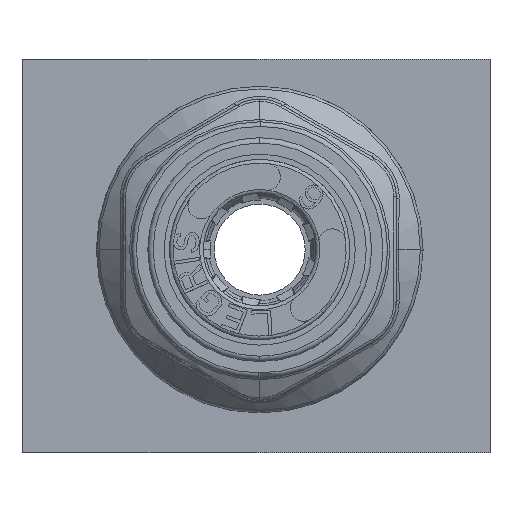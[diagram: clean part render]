
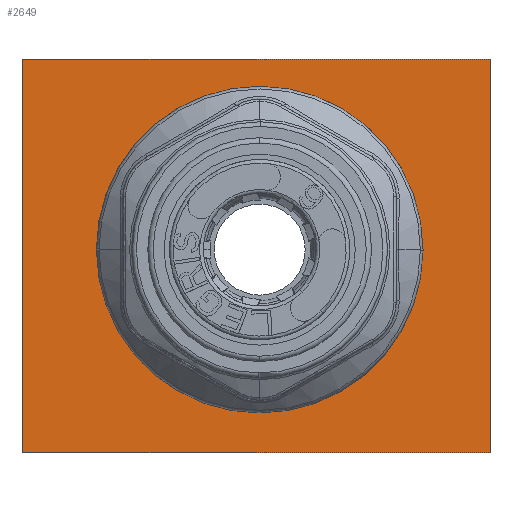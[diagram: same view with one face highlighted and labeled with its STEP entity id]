
A CAD part, left-side view. The second image highlights one B-rep face of the part: STEP entity #2649.
In plain terms, the highlighted planar face has unit normal (-1, 0, 0).
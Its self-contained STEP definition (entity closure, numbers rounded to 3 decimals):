
#2649=ADVANCED_FACE('',(#6024,#6025),#6026,.T.);
#6024=FACE_OUTER_BOUND('',#12751,.T.);
#6025=FACE_BOUND('',#12752,.T.);
#6026=PLANE('',#12753);
#12751=EDGE_LOOP('',(#24180,#24181,#24182,#24183));
#12752=EDGE_LOOP('',(#24184,#24185));
#12753=AXIS2_PLACEMENT_3D('',#24186,#24187,#24188);
#24180=ORIENTED_EDGE('',*,*,#33908,.T.);
#24181=ORIENTED_EDGE('',*,*,#33909,.T.);
#24182=ORIENTED_EDGE('',*,*,#33910,.T.);
#24183=ORIENTED_EDGE('',*,*,#33911,.T.);
#24184=ORIENTED_EDGE('',*,*,#33912,.T.);
#24185=ORIENTED_EDGE('',*,*,#33913,.T.);
#24186=CARTESIAN_POINT('',(8.03,0.0,0.0));
#24187=DIRECTION('',(-1.0,0.0,0.0));
#24188=DIRECTION('',(0.0,-1.0,0.0));
#33908=EDGE_CURVE('',#40589,#40590,#40591,.T.);
#33909=EDGE_CURVE('',#40590,#40592,#40593,.T.);
#33910=EDGE_CURVE('',#40592,#40594,#40595,.T.);
#33911=EDGE_CURVE('',#40594,#40589,#40596,.T.);
#33912=EDGE_CURVE('',#40597,#40598,#40599,.T.);
#33913=EDGE_CURVE('',#40598,#40597,#40600,.T.);
#40589=VERTEX_POINT('',#52652);
#40590=VERTEX_POINT('',#52653);
#40591=LINE('',#52654,#52655);
#40592=VERTEX_POINT('',#52656);
#40593=LINE('',#52657,#52658);
#40594=VERTEX_POINT('',#52659);
#40595=LINE('',#52660,#52661);
#40596=LINE('',#52662,#52663);
#40597=VERTEX_POINT('',#52664);
#40598=VERTEX_POINT('',#52665);
#40599=CIRCLE('',#52666,6.25);
#40600=CIRCLE('',#52667,6.25);
#52652=CARTESIAN_POINT('',(8.03,13.061,10.474));
#52653=CARTESIAN_POINT('',(8.03,13.061,-11.173));
#52654=CARTESIAN_POINT('',(8.03,13.061,10.474));
#52655=VECTOR('',#61332,21.646);
#52656=CARTESIAN_POINT('',(8.03,-12.656,-11.173));
#52657=CARTESIAN_POINT('',(8.03,13.061,-11.173));
#52658=VECTOR('',#61333,25.718);
#52659=CARTESIAN_POINT('',(8.03,-12.656,10.474));
#52660=CARTESIAN_POINT('',(8.03,-12.656,-11.173));
#52661=VECTOR('',#61334,21.646);
#52662=CARTESIAN_POINT('',(8.03,-12.656,10.474));
#52663=VECTOR('',#61335,25.718);
#52664=CARTESIAN_POINT('',(8.03,-6.25,0.0));
#52665=CARTESIAN_POINT('',(8.03,6.25,0.));
#52666=AXIS2_PLACEMENT_3D('',#61336,#61337,#61338);
#52667=AXIS2_PLACEMENT_3D('',#61339,#61340,#61341);
#61332=DIRECTION('',(0.0,0.0,-1.0));
#61333=DIRECTION('',(0.0,-1.0,0.0));
#61334=DIRECTION('',(0.0,0.0,1.0));
#61335=DIRECTION('',(0.0,1.0,0.0));
#61336=CARTESIAN_POINT('',(8.03,0.0,0.0));
#61337=DIRECTION('',(1.0,0.0,0.0));
#61338=DIRECTION('',(0.0,-1.0,0.0));
#61339=CARTESIAN_POINT('',(8.03,0.0,0.0));
#61340=DIRECTION('',(1.0,0.0,0.0));
#61341=DIRECTION('',(0.0,-1.0,0.0));
